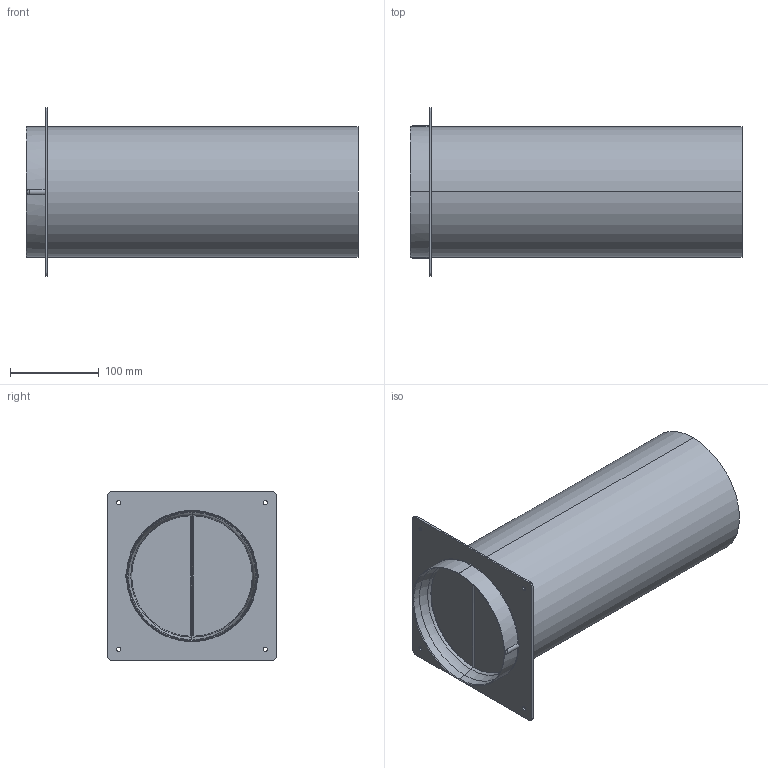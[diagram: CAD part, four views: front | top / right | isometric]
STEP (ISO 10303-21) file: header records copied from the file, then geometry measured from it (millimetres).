
FILE_DESCRIPTION(('STEP AP214'),'1');
FILE_NAME('4043025_V 150 Maueranschlussstutzen 1.STP','2023-07-18T12:16:22',(' '),(' '),'Spatial InterOp 3D',' ',' ');
FILE_SCHEMA(('AUTOMOTIVE_DESIGN { 1 0 10303 214 1 1 1 1 }'));
Length unit declared in the file: millimetre
Products named in the file (1): gerades Prisma
Bounding box: 374 x 190 x 190 mm (x, y, z)
Volume: 434594.4 mm3; surface area: 434320.3 mm2
Topology: 4 solids, 4 shells, 112 faces, 300 edges, 194 vertices
Faces by surface type: cylinder 48, plane 24, cone 20, torus 16, sphere 4
Entity records: 5089 total; most frequent: CARTESIAN_POINT 2184, DIRECTION 606, ORIENTED_EDGE 600, EDGE_CURVE 300, AXIS2_PLACEMENT_3D 250, VERTEX_POINT 194, EDGE_LOOP 130, CIRCLE 130
